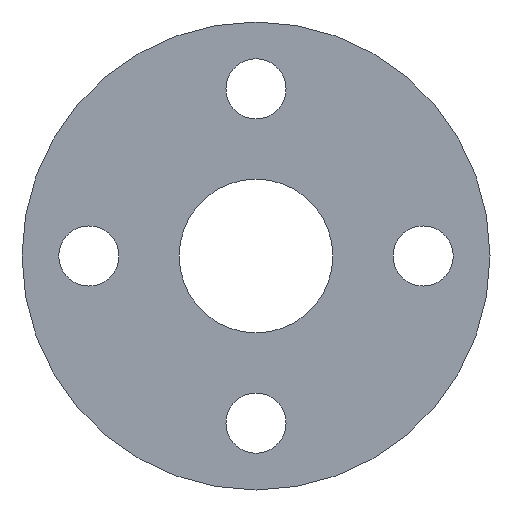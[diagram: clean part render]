
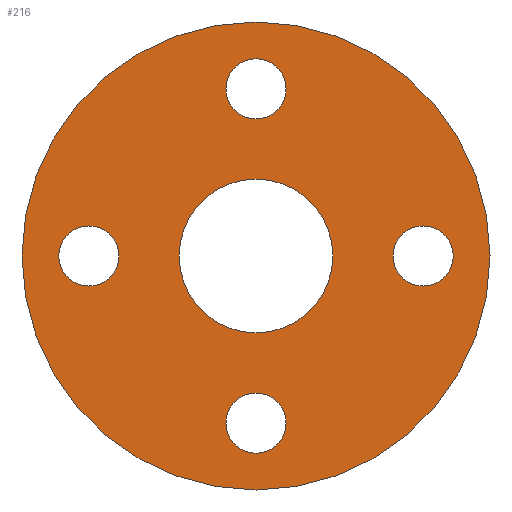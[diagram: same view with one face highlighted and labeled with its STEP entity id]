
A CAD part, front view. The second image highlights one B-rep face of the part: STEP entity #216.
In plain terms, the highlighted planar face has unit normal (0, -1, 0).
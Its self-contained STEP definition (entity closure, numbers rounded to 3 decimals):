
#1 = DIRECTION ( 'NONE',  ( 0., -1., 0. ) ) ;
#16 = EDGE_CURVE ( 'NONE', #254, #122, #460, .T. ) ;
#32 = ORIENTED_EDGE ( 'NONE', *, *, #419, .F. ) ;
#34 = AXIS2_PLACEMENT_3D ( 'NONE', #264, #85, #80 ) ;
#36 = AXIS2_PLACEMENT_3D ( 'NONE', #547, #362, #311 ) ;
#39 = EDGE_CURVE ( 'NONE', #456, #330, #244, .T. ) ;
#47 = VERTEX_POINT ( 'NONE', #141 ) ;
#48 = EDGE_CURVE ( 'NONE', #574, #163, #454, .T. ) ;
#52 = ORIENTED_EDGE ( 'NONE', *, *, #485, .F. ) ;
#54 = AXIS2_PLACEMENT_3D ( 'NONE', #455, #497, #500 ) ;
#58 = DIRECTION ( 'NONE',  ( 0., 0., -1. ) ) ;
#62 = AXIS2_PLACEMENT_3D ( 'NONE', #565, #432, #290 ) ;
#80 = DIRECTION ( 'NONE',  ( 0., 0., -1. ) ) ;
#85 = DIRECTION ( 'NONE',  ( 0., -1., 0. ) ) ;
#105 = AXIS2_PLACEMENT_3D ( 'NONE', #136, #187, #176 ) ;
#117 = DIRECTION ( 'NONE',  ( 0., -1., 0. ) ) ;
#122 = VERTEX_POINT ( 'NONE', #370 ) ;
#128 = EDGE_CURVE ( 'NONE', #453, #414, #504, .T. ) ;
#131 = CARTESIAN_POINT ( 'NONE',  ( -50., 0., 9. ) ) ;
#132 = EDGE_CURVE ( 'NONE', #197, #407, #484, .T. ) ;
#136 = CARTESIAN_POINT ( 'NONE',  ( 0., 0., 0. ) ) ;
#137 = DIRECTION ( 'NONE',  ( 0., 0., -1. ) ) ;
#140 = CARTESIAN_POINT ( 'NONE',  ( 50., 0., 0. ) ) ;
#141 = CARTESIAN_POINT ( 'NONE',  ( 0., 0., -70. ) ) ;
#146 = EDGE_LOOP ( 'NONE', ( #491, #399 ) ) ;
#148 = DIRECTION ( 'NONE',  ( 0., 0., 1. ) ) ;
#149 = CARTESIAN_POINT ( 'NONE',  ( 0., 0., 59. ) ) ;
#159 = CIRCLE ( 'NONE', #237, 9. ) ;
#160 = DIRECTION ( 'NONE',  ( 0., -1., 0. ) ) ;
#163 = VERTEX_POINT ( 'NONE', #149 ) ;
#166 = EDGE_LOOP ( 'NONE', ( #32, #417 ) ) ;
#169 = FACE_BOUND ( 'NONE', #423, .T. ) ;
#176 = DIRECTION ( 'NONE',  ( 0., 0., 1. ) ) ;
#177 = EDGE_LOOP ( 'NONE', ( #288, #342 ) ) ;
#179 = AXIS2_PLACEMENT_3D ( 'NONE', #519, #160, #58 ) ;
#184 = ORIENTED_EDGE ( 'NONE', *, *, #481, .T. ) ;
#187 = DIRECTION ( 'NONE',  ( 0., 1., 0. ) ) ;
#197 = VERTEX_POINT ( 'NONE', #261 ) ;
#208 = FACE_BOUND ( 'NONE', #166, .T. ) ;
#216 = ADVANCED_FACE ( 'NONE', ( #208, #343, #345, #222, #169, #385 ), #340, .T. ) ;
#220 = EDGE_LOOP ( 'NONE', ( #268, #259 ) ) ;
#222 = FACE_BOUND ( 'NONE', #146, .T. ) ;
#229 = CARTESIAN_POINT ( 'NONE',  ( 50., 0., -9. ) ) ;
#237 = AXIS2_PLACEMENT_3D ( 'NONE', #404, #269, #280 ) ;
#244 = CIRCLE ( 'NONE', #411, 9. ) ;
#247 = CARTESIAN_POINT ( 'NONE',  ( 0., 0., 41. ) ) ;
#254 = VERTEX_POINT ( 'NONE', #443 ) ;
#257 = CIRCLE ( 'NONE', #468, 70. ) ;
#259 = ORIENTED_EDGE ( 'NONE', *, *, #39, .F. ) ;
#261 = CARTESIAN_POINT ( 'NONE',  ( 0., 0., -59. ) ) ;
#264 = CARTESIAN_POINT ( 'NONE',  ( -50., 0., 0. ) ) ;
#268 = ORIENTED_EDGE ( 'NONE', *, *, #313, .F. ) ;
#269 = DIRECTION ( 'NONE',  ( 0., -1., 0. ) ) ;
#274 = CARTESIAN_POINT ( 'NONE',  ( 50., 0., 9. ) ) ;
#280 = DIRECTION ( 'NONE',  ( 0., 0., -1. ) ) ;
#288 = ORIENTED_EDGE ( 'NONE', *, *, #48, .F. ) ;
#290 = DIRECTION ( 'NONE',  ( 0., 0., -1. ) ) ;
#294 = DIRECTION ( 'NONE',  ( 0., 1., 0. ) ) ;
#303 = ORIENTED_EDGE ( 'NONE', *, *, #555, .F. ) ;
#311 = DIRECTION ( 'NONE',  ( 0., 0., -1. ) ) ;
#312 = VERTEX_POINT ( 'NONE', #486 ) ;
#313 = EDGE_CURVE ( 'NONE', #330, #456, #532, .T. ) ;
#316 = DIRECTION ( 'NONE',  ( 0., 0., 1. ) ) ;
#330 = VERTEX_POINT ( 'NONE', #480 ) ;
#333 = DIRECTION ( 'NONE',  ( 0., -1., 0. ) ) ;
#340 = PLANE ( 'NONE',  #513 ) ;
#342 = ORIENTED_EDGE ( 'NONE', *, *, #462, .F. ) ;
#343 = FACE_BOUND ( 'NONE', #177, .T. ) ;
#345 = FACE_BOUND ( 'NONE', #220, .T. ) ;
#354 = CIRCLE ( 'NONE', #36, 9. ) ;
#359 = CARTESIAN_POINT ( 'NONE',  ( 0., 0., -41. ) ) ;
#362 = DIRECTION ( 'NONE',  ( 0., -1., 0. ) ) ;
#363 = CARTESIAN_POINT ( 'NONE',  ( -50., 0., 0. ) ) ;
#370 = CARTESIAN_POINT ( 'NONE',  ( 0., 0., -23. ) ) ;
#385 = FACE_OUTER_BOUND ( 'NONE', #487, .T. ) ;
#399 = ORIENTED_EDGE ( 'NONE', *, *, #473, .F. ) ;
#402 = DIRECTION ( 'NONE',  ( 0., 1., 0. ) ) ;
#404 = CARTESIAN_POINT ( 'NONE',  ( 0., 0., -50. ) ) ;
#407 = VERTEX_POINT ( 'NONE', #359 ) ;
#411 = AXIS2_PLACEMENT_3D ( 'NONE', #363, #550, #137 ) ;
#413 = CIRCLE ( 'NONE', #570, 9. ) ;
#414 = VERTEX_POINT ( 'NONE', #229 ) ;
#417 = ORIENTED_EDGE ( 'NONE', *, *, #128, .F. ) ;
#419 = EDGE_CURVE ( 'NONE', #414, #453, #413, .T. ) ;
#423 = EDGE_LOOP ( 'NONE', ( #542, #184 ) ) ;
#432 = DIRECTION ( 'NONE',  ( 0., -1., 0. ) ) ;
#441 = DIRECTION ( 'NONE',  ( 0., 0., -1. ) ) ;
#443 = CARTESIAN_POINT ( 'NONE',  ( 0., 0., 23. ) ) ;
#446 = CIRCLE ( 'NONE', #105, 23. ) ;
#453 = VERTEX_POINT ( 'NONE', #274 ) ;
#454 = CIRCLE ( 'NONE', #495, 9. ) ;
#455 = CARTESIAN_POINT ( 'NONE',  ( 0., 0., 0. ) ) ;
#456 = VERTEX_POINT ( 'NONE', #131 ) ;
#460 = CIRCLE ( 'NONE', #540, 23. ) ;
#462 = EDGE_CURVE ( 'NONE', #163, #574, #354, .T. ) ;
#468 = AXIS2_PLACEMENT_3D ( 'NONE', #564, #294, #148 ) ;
#469 = DIRECTION ( 'NONE',  ( 0., 0., -1. ) ) ;
#472 = CARTESIAN_POINT ( 'NONE',  ( 0., 0., 50. ) ) ;
#473 = EDGE_CURVE ( 'NONE', #407, #197, #159, .T. ) ;
#480 = CARTESIAN_POINT ( 'NONE',  ( -50., 0., -9. ) ) ;
#481 = EDGE_CURVE ( 'NONE', #122, #254, #446, .T. ) ;
#484 = CIRCLE ( 'NONE', #62, 9. ) ;
#485 = EDGE_CURVE ( 'NONE', #312, #47, #523, .T. ) ;
#486 = CARTESIAN_POINT ( 'NONE',  ( 0., 0., 70. ) ) ;
#487 = EDGE_LOOP ( 'NONE', ( #52, #303 ) ) ;
#491 = ORIENTED_EDGE ( 'NONE', *, *, #132, .F. ) ;
#495 = AXIS2_PLACEMENT_3D ( 'NONE', #472, #333, #469 ) ;
#497 = DIRECTION ( 'NONE',  ( 0., 1., 0. ) ) ;
#500 = DIRECTION ( 'NONE',  ( 0., 0., 1. ) ) ;
#504 = CIRCLE ( 'NONE', #179, 9. ) ;
#513 = AXIS2_PLACEMENT_3D ( 'NONE', #530, #117, #441 ) ;
#519 = CARTESIAN_POINT ( 'NONE',  ( 50., 0., 0. ) ) ;
#523 = CIRCLE ( 'NONE', #54, 70. ) ;
#530 = CARTESIAN_POINT ( 'NONE',  ( 0., 0., 70. ) ) ;
#532 = CIRCLE ( 'NONE', #34, 9. ) ;
#540 = AXIS2_PLACEMENT_3D ( 'NONE', #592, #402, #316 ) ;
#541 = DIRECTION ( 'NONE',  ( 0., 0., -1. ) ) ;
#542 = ORIENTED_EDGE ( 'NONE', *, *, #16, .T. ) ;
#547 = CARTESIAN_POINT ( 'NONE',  ( 0., 0., 50. ) ) ;
#550 = DIRECTION ( 'NONE',  ( 0., -1., 0. ) ) ;
#555 = EDGE_CURVE ( 'NONE', #47, #312, #257, .T. ) ;
#564 = CARTESIAN_POINT ( 'NONE',  ( 0., 0., 0. ) ) ;
#565 = CARTESIAN_POINT ( 'NONE',  ( 0., 0., -50. ) ) ;
#570 = AXIS2_PLACEMENT_3D ( 'NONE', #140, #1, #541 ) ;
#574 = VERTEX_POINT ( 'NONE', #247 ) ;
#592 = CARTESIAN_POINT ( 'NONE',  ( 0., 0., 0. ) ) ;
